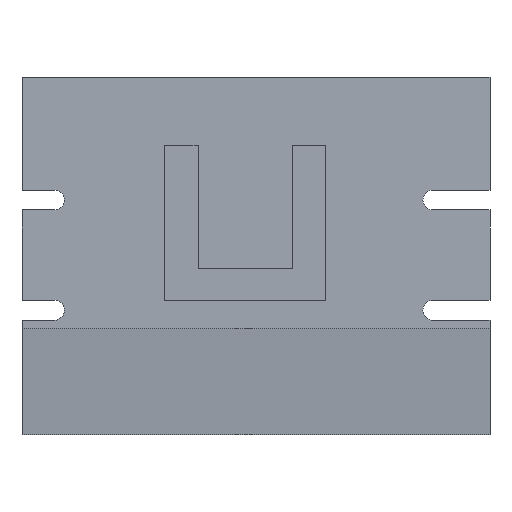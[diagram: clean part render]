
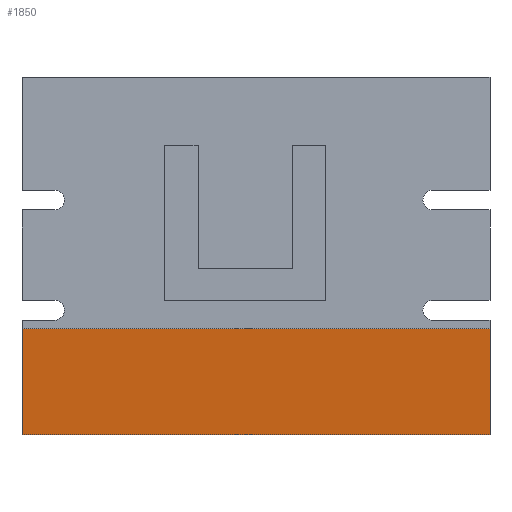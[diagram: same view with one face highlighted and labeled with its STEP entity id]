
A CAD part, front view. The second image highlights one B-rep face of the part: STEP entity #1850.
In plain terms, the highlighted planar face has unit normal (0, -0.995, -0.098).
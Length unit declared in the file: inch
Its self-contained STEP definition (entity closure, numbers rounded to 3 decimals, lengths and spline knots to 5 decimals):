
#16 = ORIENTED_EDGE ( 'NONE', *, *, #1416, .T. ) ;
#57 = DIRECTION ( 'NONE',  ( 1., 0., 0. ) ) ;
#101 = VERTEX_POINT ( 'NONE', #150 ) ;
#127 = VERTEX_POINT ( 'NONE', #706 ) ;
#128 = CARTESIAN_POINT ( 'NONE',  ( -0.41375, -0.057, -0.1285 ) ) ;
#130 = ORIENTED_EDGE ( 'NONE', *, *, #565, .F. ) ;
#150 = CARTESIAN_POINT ( 'NONE',  ( 0.41375, -0.057, -0.1285 ) ) ;
#181 = CARTESIAN_POINT ( 'NONE',  ( -0.41375, -0.057, -0.1285 ) ) ;
#204 = CARTESIAN_POINT ( 'NONE',  ( -0.41375, -0.057, -0.1285 ) ) ;
#322 = LINE ( 'NONE', #1383, #864 ) ;
#382 = DIRECTION ( 'NONE',  ( 0., -0.098, 0.995 ) ) ;
#434 = VERTEX_POINT ( 'NONE', #128 ) ;
#565 = EDGE_CURVE ( 'NONE', #434, #101, #322, .T. ) ;
#611 = DIRECTION ( 'NONE',  ( 0., 0.995, 0.098 ) ) ;
#612 = LINE ( 'NONE', #903, #1526 ) ;
#664 = LINE ( 'NONE', #204, #1736 ) ;
#706 = CARTESIAN_POINT ( 'NONE',  ( 0.41375, -0.0385, -0.3165 ) ) ;
#710 = LINE ( 'NONE', #1303, #716 ) ;
#716 = VECTOR ( 'NONE', #1435, 39.37008 ) ;
#861 = ORIENTED_EDGE ( 'NONE', *, *, #1472, .F. ) ;
#864 = VECTOR ( 'NONE', #57, 39.37008 ) ;
#874 = FACE_OUTER_BOUND ( 'NONE', #1511, .T. ) ;
#903 = CARTESIAN_POINT ( 'NONE',  ( -0.41375, -0.0385, -0.3165 ) ) ;
#1033 = ORIENTED_EDGE ( 'NONE', *, *, #1284, .T. ) ;
#1095 = AXIS2_PLACEMENT_3D ( 'NONE', #181, #611, #1629 ) ;
#1132 = CARTESIAN_POINT ( 'NONE',  ( -0.41375, -0.0385, -0.3165 ) ) ;
#1198 = DIRECTION ( 'NONE',  ( 1., 0., 0. ) ) ;
#1219 = PLANE ( 'NONE',  #1095 ) ;
#1284 = EDGE_CURVE ( 'NONE', #127, #101, #710, .T. ) ;
#1303 = CARTESIAN_POINT ( 'NONE',  ( 0.41375, -0.057, -0.1285 ) ) ;
#1383 = CARTESIAN_POINT ( 'NONE',  ( -0.41375, -0.057, -0.1285 ) ) ;
#1416 = EDGE_CURVE ( 'NONE', #1682, #127, #612, .T. ) ;
#1435 = DIRECTION ( 'NONE',  ( 0., -0.098, 0.995 ) ) ;
#1472 = EDGE_CURVE ( 'NONE', #1682, #434, #664, .T. ) ;
#1511 = EDGE_LOOP ( 'NONE', ( #1033, #130, #861, #16 ) ) ;
#1526 = VECTOR ( 'NONE', #1198, 39.37008 ) ;
#1629 = DIRECTION ( 'NONE',  ( 0., -0.098, 0.995 ) ) ;
#1682 = VERTEX_POINT ( 'NONE', #1132 ) ;
#1736 = VECTOR ( 'NONE', #382, 39.37008 ) ;
#1850 = ADVANCED_FACE ( 'NONE', ( #874 ), #1219, .F. ) ;
